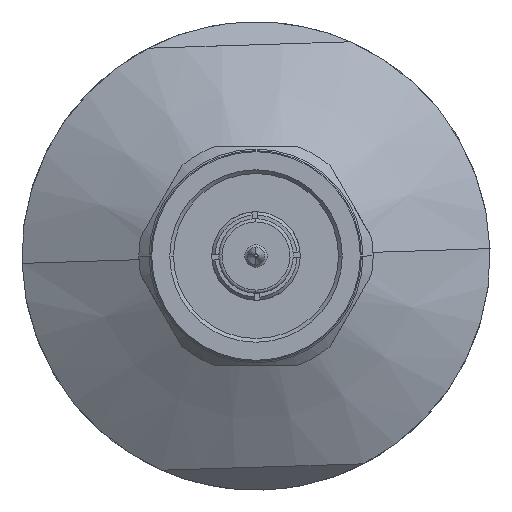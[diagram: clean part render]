
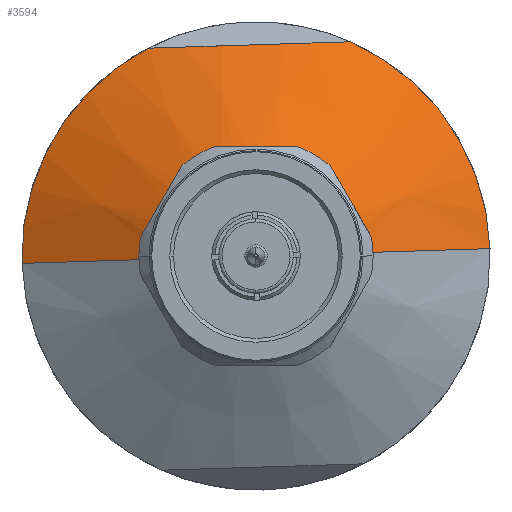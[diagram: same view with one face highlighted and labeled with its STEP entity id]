
A CAD part, left-side view. The second image highlights one B-rep face of the part: STEP entity #3594.
In plain terms, the highlighted conical face has half-angle 60 degrees and reference radius 22 mm.
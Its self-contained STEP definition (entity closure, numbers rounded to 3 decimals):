
#14 = CARTESIAN_POINT ( 'NONE',  ( 23.403, -0.986, 19.881 ) ) ;
#46 = AXIS2_PLACEMENT_3D ( 'NONE', #191, #1548, #882 ) ;
#51 = LINE ( 'NONE', #2783, #1769 ) ;
#58 = AXIS2_PLACEMENT_3D ( 'NONE', #3252, #4280, #3267 ) ;
#130 = ORIENTED_EDGE ( 'NONE', *, *, #406, .F. ) ;
#189 = CARTESIAN_POINT ( 'NONE',  ( 24.65, 0., 0. ) ) ;
#191 = CARTESIAN_POINT ( 'NONE',  ( 17., 0., 0. ) ) ;
#203 = AXIS2_PLACEMENT_3D ( 'NONE', #1113, #428, #1172 ) ;
#312 = DIRECTION ( 'NONE',  ( 0., 1., -0.032 ) ) ;
#340 = CARTESIAN_POINT ( 'NONE',  ( 23.947, 6.997, 19.629 ) ) ;
#406 = EDGE_CURVE ( 'NONE', #3660, #3470, #51, .T. ) ;
#407 = DIRECTION ( 'NONE',  ( 0.5, 0.866, -0.027 ) ) ;
#428 = DIRECTION ( 'NONE',  ( 1., 0., 0. ) ) ;
#569 = DIRECTION ( 'NONE',  ( 0., -0.032, -1. ) ) ;
#589 = EDGE_CURVE ( 'NONE', #2879, #4140, #1125, .T. ) ;
#716 = ORIENTED_EDGE ( 'NONE', *, *, #1561, .F. ) ;
#882 = DIRECTION ( 'NONE',  ( 0., -0.032, -1. ) ) ;
#907 = CONICAL_SURFACE ( 'NONE', #1435, 22., 1.047 ) ;
#1098 = CARTESIAN_POINT ( 'NONE',  ( 24.65, -21.989, 0.693 ) ) ;
#1113 = CARTESIAN_POINT ( 'NONE',  ( 24.65, 0., 0. ) ) ;
#1125 = CIRCLE ( 'NONE', #58, 8.75 ) ;
#1142 = CARTESIAN_POINT ( 'NONE',  ( 24.65, 10.127, 19.531 ) ) ;
#1172 = DIRECTION ( 'NONE',  ( 0., -0.032, -1. ) ) ;
#1187 = DIRECTION ( 'NONE',  ( 0.5, -0.866, 0.027 ) ) ;
#1242 = EDGE_CURVE ( 'NONE', #1945, #4002, #3190, .T. ) ;
#1308 = CARTESIAN_POINT ( 'NONE',  ( 24.65, 21.989, -0.693 ) ) ;
#1354 = CARTESIAN_POINT ( 'NONE',  ( 24.65, 0., 0. ) ) ;
#1415 = AXIS2_PLACEMENT_3D ( 'NONE', #189, #2977, #569 ) ;
#1435 = AXIS2_PLACEMENT_3D ( 'NONE', #1354, #2409, #312 ) ;
#1506 = CARTESIAN_POINT ( 'NONE',  ( 24.65, -8.877, 20.13 ) ) ;
#1548 = DIRECTION ( 'NONE',  ( 1., 0., 0. ) ) ;
#1561 = EDGE_CURVE ( 'NONE', #1945, #2773, #1967, .T. ) ;
#1627 = ORIENTED_EDGE ( 'NONE', *, *, #3354, .T. ) ;
#1628 = CARTESIAN_POINT ( 'NONE',  ( 17., 0.276, 8.746 ) ) ;
#1769 = VECTOR ( 'NONE', #407, 1000. ) ;
#1895 = CARTESIAN_POINT ( 'NONE',  ( 24.65, -21.989, 0.693 ) ) ;
#1945 = VERTEX_POINT ( 'NONE', #1506 ) ;
#1967 = CIRCLE ( 'NONE', #1415, 22. ) ;
#2075 = CARTESIAN_POINT ( 'NONE',  ( 24.261, -7.317, 20.081 ) ) ;
#2106 = ORIENTED_EDGE ( 'NONE', *, *, #589, .T. ) ;
#2227 = ORIENTED_EDGE ( 'NONE', *, *, #1242, .T. ) ;
#2286 = ORIENTED_EDGE ( 'NONE', *, *, #3951, .F. ) ;
#2293 = LINE ( 'NONE', #1098, #2356 ) ;
#2356 = VECTOR ( 'NONE', #1187, 1000. ) ;
#2409 = DIRECTION ( 'NONE',  ( 1., 0., 0. ) ) ;
#2452 = CARTESIAN_POINT ( 'NONE',  ( 23.403, 2.236, 19.779 ) ) ;
#2476 = CIRCLE ( 'NONE', #203, 22. ) ;
#2742 = CARTESIAN_POINT ( 'NONE',  ( 24.65, -8.877, 20.13 ) ) ;
#2773 = VERTEX_POINT ( 'NONE', #1895 ) ;
#2783 = CARTESIAN_POINT ( 'NONE',  ( 24.65, 21.989, -0.693 ) ) ;
#2795 = CARTESIAN_POINT ( 'NONE',  ( 23.947, -5.747, 20.031 ) ) ;
#2879 = VERTEX_POINT ( 'NONE', #1628 ) ;
#2923 = ORIENTED_EDGE ( 'NONE', *, *, #3646, .T. ) ;
#2977 = DIRECTION ( 'NONE',  ( 1., 0., 0. ) ) ;
#3085 = CARTESIAN_POINT ( 'NONE',  ( 23.518, 3.832, 19.729 ) ) ;
#3134 = CARTESIAN_POINT ( 'NONE',  ( 24.261, 8.567, 19.58 ) ) ;
#3190 = B_SPLINE_CURVE_WITH_KNOTS ( 'NONE', 3,
 ( #2742, #2075, #2795, #3449, #14, #2452, #3085, #340, #3134, #4105 ),
 .UNSPECIFIED., .F., .F.,
 ( 4, 2, 2, 2, 4 ),
 ( 0., 0.005, 0.01, 0.014, 0.019 ),
 .UNSPECIFIED. ) ;
#3252 = CARTESIAN_POINT ( 'NONE',  ( 17., 0., 0. ) ) ;
#3267 = DIRECTION ( 'NONE',  ( 0., -0.032, -1. ) ) ;
#3354 = EDGE_CURVE ( 'NONE', #4140, #2773, #2293, .T. ) ;
#3442 = CIRCLE ( 'NONE', #46, 8.75 ) ;
#3449 = CARTESIAN_POINT ( 'NONE',  ( 23.518, -2.581, 19.931 ) ) ;
#3470 = VERTEX_POINT ( 'NONE', #1308 ) ;
#3594 = ADVANCED_FACE ( 'NONE', ( #4113 ), #907, .T. ) ;
#3646 = EDGE_CURVE ( 'NONE', #3660, #2879, #3442, .T. ) ;
#3660 = VERTEX_POINT ( 'NONE', #4260 ) ;
#3897 = EDGE_LOOP ( 'NONE', ( #2923, #2106, #1627, #716, #2227, #2286, #130 ) ) ;
#3951 = EDGE_CURVE ( 'NONE', #3470, #4002, #2476, .T. ) ;
#4002 = VERTEX_POINT ( 'NONE', #1142 ) ;
#4084 = CARTESIAN_POINT ( 'NONE',  ( 17., -8.746, 0.276 ) ) ;
#4105 = CARTESIAN_POINT ( 'NONE',  ( 24.65, 10.127, 19.531 ) ) ;
#4113 = FACE_OUTER_BOUND ( 'NONE', #3897, .T. ) ;
#4140 = VERTEX_POINT ( 'NONE', #4084 ) ;
#4260 = CARTESIAN_POINT ( 'NONE',  ( 17., 8.746, -0.276 ) ) ;
#4280 = DIRECTION ( 'NONE',  ( 1., 0., 0. ) ) ;
